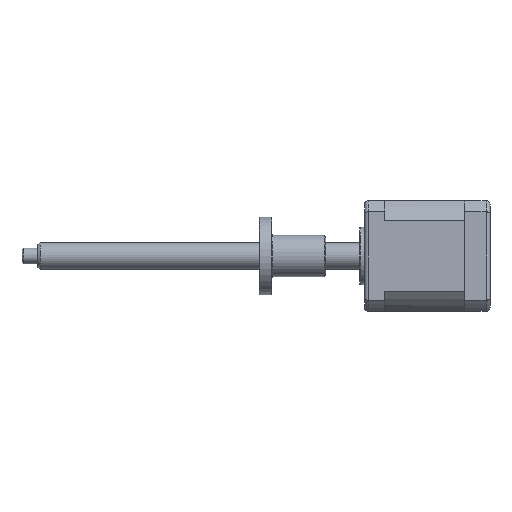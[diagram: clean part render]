
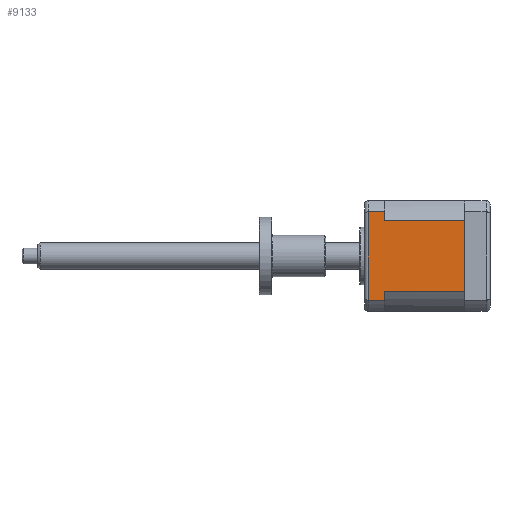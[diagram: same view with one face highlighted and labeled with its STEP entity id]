
A CAD part, left-side view. The second image highlights one B-rep face of the part: STEP entity #9133.
In plain terms, the highlighted planar face has unit normal (-1, 0, 0).
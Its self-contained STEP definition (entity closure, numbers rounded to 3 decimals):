
#55 = DIRECTION ( 'NONE',  ( 0., 1., 0. ) ) ;
#181 = EDGE_CURVE ( 'NONE', #1434, #2308, #2615, .T. ) ;
#538 = CARTESIAN_POINT ( 'NONE',  ( -38.681, -3.358, 19.756 ) ) ;
#622 = ORIENTED_EDGE ( 'NONE', *, *, #2388, .F. ) ;
#646 = LINE ( 'NONE', #5141, #6327 ) ;
#929 = EDGE_CURVE ( 'NONE', #8036, #2596, #4067, .T. ) ;
#1062 = CARTESIAN_POINT ( 'NONE',  ( -38.681, -34.058, 19.756 ) ) ;
#1072 = VERTEX_POINT ( 'NONE', #9483 ) ;
#1258 = CARTESIAN_POINT ( 'NONE',  ( -38.681, -34.058, 46.944 ) ) ;
#1298 = VERTEX_POINT ( 'NONE', #6555 ) ;
#1337 = CARTESIAN_POINT ( 'NONE',  ( -38.681, -3.358, 16.504 ) ) ;
#1430 = CARTESIAN_POINT ( 'NONE',  ( -38.681, -3.358, 46.944 ) ) ;
#1434 = VERTEX_POINT ( 'NONE', #1337 ) ;
#1442 = CARTESIAN_POINT ( 'NONE',  ( -38.681, 2.792, 16.504 ) ) ;
#1654 = FACE_OUTER_BOUND ( 'NONE', #7234, .T. ) ;
#1777 = VECTOR ( 'NONE', #2798, 1000. ) ;
#2170 = ORIENTED_EDGE ( 'NONE', *, *, #8446, .T. ) ;
#2308 = VERTEX_POINT ( 'NONE', #5412 ) ;
#2362 = CARTESIAN_POINT ( 'NONE',  ( -38.681, -3.358, 50.196 ) ) ;
#2388 = EDGE_CURVE ( 'NONE', #2859, #6463, #8094, .T. ) ;
#2596 = VERTEX_POINT ( 'NONE', #1430 ) ;
#2615 = LINE ( 'NONE', #8994, #8310 ) ;
#2662 = EDGE_CURVE ( 'NONE', #8036, #2859, #4108, .T. ) ;
#2786 = LINE ( 'NONE', #2362, #6417 ) ;
#2798 = DIRECTION ( 'NONE',  ( 0., 1., 0. ) ) ;
#2859 = VERTEX_POINT ( 'NONE', #1062 ) ;
#3159 = DIRECTION ( 'NONE',  ( 0., 0., 1. ) ) ;
#3187 = DIRECTION ( 'NONE',  ( 0., 1., 0. ) ) ;
#3831 = EDGE_CURVE ( 'NONE', #2596, #1298, #646, .T. ) ;
#3961 = CARTESIAN_POINT ( 'NONE',  ( -38.681, -34.058, 46.944 ) ) ;
#4005 = EDGE_CURVE ( 'NONE', #1072, #2308, #8776, .T. ) ;
#4067 = LINE ( 'NONE', #3961, #6349 ) ;
#4108 = LINE ( 'NONE', #4602, #10058 ) ;
#4602 = CARTESIAN_POINT ( 'NONE',  ( -38.681, -34.058, 19.756 ) ) ;
#4639 = PLANE ( 'NONE',  #6770 ) ;
#4704 = DIRECTION ( 'NONE',  ( 0., 0., 1. ) ) ;
#4861 = EDGE_CURVE ( 'NONE', #1434, #6463, #2786, .T. ) ;
#5141 = CARTESIAN_POINT ( 'NONE',  ( -38.681, -3.358, 50.196 ) ) ;
#5298 = ORIENTED_EDGE ( 'NONE', *, *, #2662, .F. ) ;
#5378 = DIRECTION ( 'NONE',  ( 0., 0., -1. ) ) ;
#5412 = CARTESIAN_POINT ( 'NONE',  ( -38.681, 2.792, 16.504 ) ) ;
#5550 = ORIENTED_EDGE ( 'NONE', *, *, #3831, .T. ) ;
#6036 = VECTOR ( 'NONE', #55, 1000. ) ;
#6075 = DIRECTION ( 'NONE',  ( 0., 0., -1. ) ) ;
#6327 = VECTOR ( 'NONE', #8214, 1000. ) ;
#6349 = VECTOR ( 'NONE', #3187, 1000. ) ;
#6417 = VECTOR ( 'NONE', #3159, 1000. ) ;
#6463 = VERTEX_POINT ( 'NONE', #538 ) ;
#6555 = CARTESIAN_POINT ( 'NONE',  ( -38.681, -3.358, 50.196 ) ) ;
#6679 = VECTOR ( 'NONE', #6075, 1000. ) ;
#6770 = AXIS2_PLACEMENT_3D ( 'NONE', #8571, #9374, #4704 ) ;
#7234 = EDGE_LOOP ( 'NONE', ( #9061, #5550, #2170, #7983, #9197, #7351, #622, #5298 ) ) ;
#7351 = ORIENTED_EDGE ( 'NONE', *, *, #4861, .T. ) ;
#7983 = ORIENTED_EDGE ( 'NONE', *, *, #4005, .T. ) ;
#8036 = VERTEX_POINT ( 'NONE', #1258 ) ;
#8094 = LINE ( 'NONE', #8596, #6036 ) ;
#8202 = CARTESIAN_POINT ( 'NONE',  ( -38.681, -4.958, 50.196 ) ) ;
#8214 = DIRECTION ( 'NONE',  ( 0., 0., 1. ) ) ;
#8310 = VECTOR ( 'NONE', #8925, 1000. ) ;
#8446 = EDGE_CURVE ( 'NONE', #1298, #1072, #9576, .T. ) ;
#8571 = CARTESIAN_POINT ( 'NONE',  ( -38.681, -34.058, 19.756 ) ) ;
#8596 = CARTESIAN_POINT ( 'NONE',  ( -38.681, -34.058, 19.756 ) ) ;
#8776 = LINE ( 'NONE', #1442, #6679 ) ;
#8925 = DIRECTION ( 'NONE',  ( 0., 1., 0. ) ) ;
#8994 = CARTESIAN_POINT ( 'NONE',  ( -38.681, -4.958, 16.504 ) ) ;
#9061 = ORIENTED_EDGE ( 'NONE', *, *, #929, .T. ) ;
#9133 = ADVANCED_FACE ( 'NONE', ( #1654 ), #4639, .F. ) ;
#9197 = ORIENTED_EDGE ( 'NONE', *, *, #181, .F. ) ;
#9374 = DIRECTION ( 'NONE',  ( 1., 0., 0. ) ) ;
#9483 = CARTESIAN_POINT ( 'NONE',  ( -38.681, 2.792, 50.196 ) ) ;
#9576 = LINE ( 'NONE', #8202, #1777 ) ;
#10058 = VECTOR ( 'NONE', #5378, 1000. ) ;
